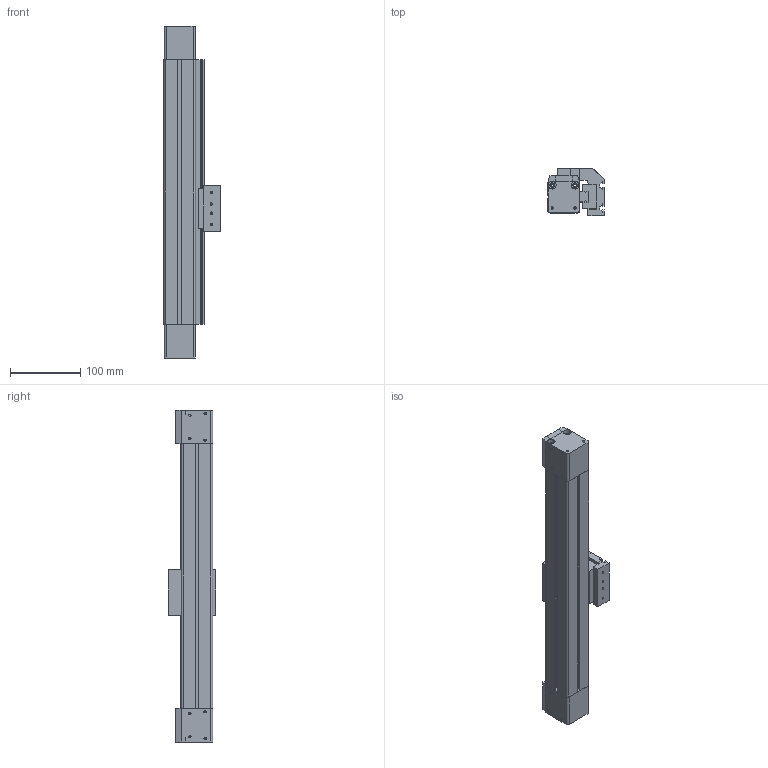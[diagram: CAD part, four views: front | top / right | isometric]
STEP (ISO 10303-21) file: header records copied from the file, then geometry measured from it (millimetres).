
FILE_DESCRIPTION(/* description */ (''),/* implementation_level */ '2;1');
FILE_NAME(/* name */ 'dge_25a_tb_eg_100_lf.stp',/* time_stamp */ '2025-01-31T12:03:05-05:00',/* author */ ('sara_'),/* organization */ ('TraceParts S.A.'),/* preprocessor_version */ 'ST-DEVELOPER v19.2',/* originating_system */ 'Autodesk Inventor 2024',/* authorisation */ '');
FILE_SCHEMA (('AUTOMOTIVE_DESIGN { 1 0 10303 214 3 1 1 }'));
Length unit declared in the file: millimetre
Products named in the file (12): dge_25a_tb_eg_100_lf; dge_25a_tb_eg_100_lf_01; dge_25a_tb_eg_100_lf_02; dge_25a_tb_eg_100_lf_03; dge_25a_tb_eg_100_lf_04; dge_25a_tb_eg_100_lf_05; dge_25a_tb_eg_100_lf_06; dge_25a_tb_eg_100_lf_07; dge_25a_tb_eg_100_lf_08; dge_25a_tb_eg_100_lf_10; dge_25a_tb_eg_100_lf_11; dge_25a_tb_eg_100_lf_12
Assembly tree (11 placements, depth 2):
  dge_25a_tb_eg_100_lf
    dge_25a_tb_eg_100_lf_01
    dge_25a_tb_eg_100_lf_02
    dge_25a_tb_eg_100_lf_03
    dge_25a_tb_eg_100_lf_04
    dge_25a_tb_eg_100_lf_05
    dge_25a_tb_eg_100_lf_06
    dge_25a_tb_eg_100_lf_07
    dge_25a_tb_eg_100_lf_08
    dge_25a_tb_eg_100_lf_10
    dge_25a_tb_eg_100_lf_11
    dge_25a_tb_eg_100_lf_12
Bounding box: 80 x 67 x 472 mm (x, y, z)
Volume: 893534.2 mm3; surface area: 246630.1 mm2
Topology: 11 solids, 11 shells, 448 faces, 1179 edges, 728 vertices
Faces by surface type: plane 217, cylinder 131, cone 68, bspline 32
Entity records: 15918 total; most frequent: CARTESIAN_POINT 4705, ORIENTED_EDGE 2238, DIRECTION 2181, EDGE_CURVE 1119, LINE 765, VECTOR 765, VERTEX_POINT 728, AXIS2_PLACEMENT_3D 708
